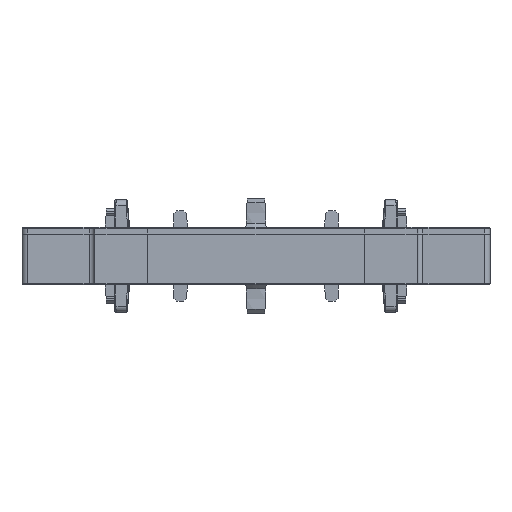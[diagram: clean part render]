
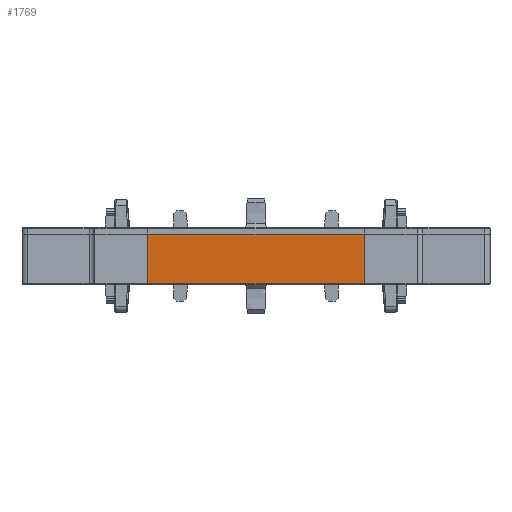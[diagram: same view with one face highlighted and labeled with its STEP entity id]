
A CAD part, front view. The second image highlights one B-rep face of the part: STEP entity #1769.
In plain terms, the highlighted planar face has unit normal (0, -1, 0).
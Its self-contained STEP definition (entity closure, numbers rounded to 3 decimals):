
#1769=ADVANCED_FACE('',(#2967),#2469,.F.);
#2469=PLANE('',#18728);
#2967=FACE_OUTER_BOUND('',#3694,.T.);
#3694=EDGE_LOOP('',(#5413,#5414,#5415,#5416));
#5413=ORIENTED_EDGE('',*,*,#11241,.F.);
#5414=ORIENTED_EDGE('',*,*,#11238,.F.);
#5415=ORIENTED_EDGE('',*,*,#11828,.T.);
#5416=ORIENTED_EDGE('',*,*,#11825,.F.);
#8900=VERTEX_POINT('',#25195);
#8901=VERTEX_POINT('',#25197);
#8904=VERTEX_POINT('',#25205);
#9313=VERTEX_POINT('',#26363);
#11238=EDGE_CURVE('',#8901,#8900,#14256,.T.);
#11241=EDGE_CURVE('',#8900,#8904,#14258,.T.);
#11825=EDGE_CURVE('',#8904,#9313,#14751,.T.);
#11828=EDGE_CURVE('',#8901,#9313,#14754,.T.);
#14256=LINE('',#25198,#16390);
#14258=LINE('',#25204,#16392);
#14751=LINE('',#26362,#16885);
#14754=LINE('',#26368,#16888);
#16390=VECTOR('',#20058,1.);
#16392=VECTOR('',#20064,1.);
#16885=VECTOR('',#21069,1.);
#16888=VECTOR('',#21074,1.);
#18728=AXIS2_PLACEMENT_3D('',#26369,#21075,#21076);
#20058=DIRECTION('',(0.,0.,-1.));
#20064=DIRECTION('',(-1.,0.,0.));
#21069=DIRECTION('',(0.,0.,1.));
#21074=DIRECTION('',(-1.,0.,0.));
#21075=DIRECTION('',(0.,1.,0.));
#21076=DIRECTION('',(0.,0.,-1.));
#25195=CARTESIAN_POINT('',(18.75,5.5,0.2));
#25197=CARTESIAN_POINT('',(18.75,5.5,8.8));
#25198=CARTESIAN_POINT('',(18.75,5.5,0.));
#25204=CARTESIAN_POINT('',(-9.375,5.5,0.2));
#25205=CARTESIAN_POINT('',(-18.75,5.5,0.2));
#26362=CARTESIAN_POINT('',(-18.75,5.5,1.2));
#26363=CARTESIAN_POINT('',(-18.75,5.5,8.8));
#26368=CARTESIAN_POINT('',(-18.75,5.5,8.8));
#26369=CARTESIAN_POINT('',(-18.75,5.5,0.));
